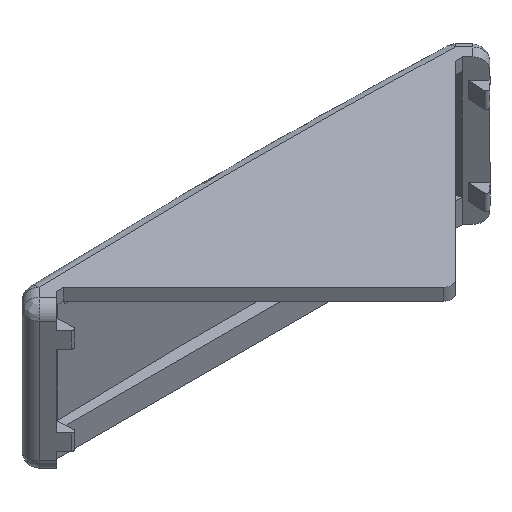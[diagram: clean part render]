
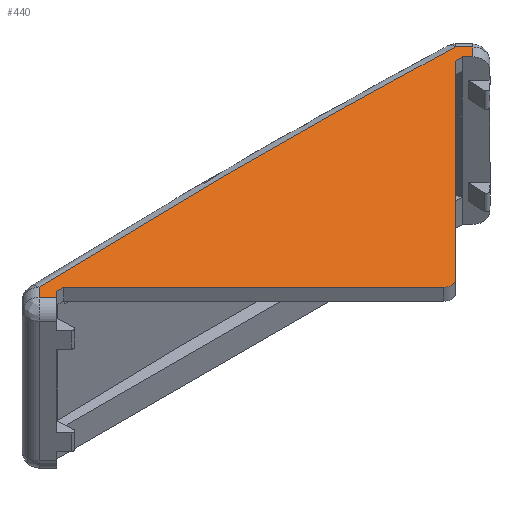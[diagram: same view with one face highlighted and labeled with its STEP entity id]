
A CAD part, isometric view. The second image highlights one B-rep face of the part: STEP entity #440.
In plain terms, the highlighted planar face has unit normal (0, 0, 1).
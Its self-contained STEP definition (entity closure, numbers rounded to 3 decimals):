
#67 = ORIENTED_EDGE ( 'NONE', *, *, #1284, .T. ) ;
#75 = CARTESIAN_POINT ( 'NONE',  ( -25.2, 0., 9. ) ) ;
#109 = CARTESIAN_POINT ( 'NONE',  ( 25.798, 1.523, 9. ) ) ;
#112 = DIRECTION ( 'NONE',  ( 1., 0., 0. ) ) ;
#130 = ORIENTED_EDGE ( 'NONE', *, *, #2071, .F. ) ;
#163 = DIRECTION ( 'NONE',  ( -0.707, -0.707, 0. ) ) ;
#168 = CARTESIAN_POINT ( 'NONE',  ( -334.745, -361.218, 9. ) ) ;
#233 = DIRECTION ( 'NONE',  ( 1., 0., 0. ) ) ;
#263 = CARTESIAN_POINT ( 'NONE',  ( -25.2, 0., 9. ) ) ;
#314 = CARTESIAN_POINT ( 'NONE',  ( -0.707, -23.588, 9. ) ) ;
#327 = DIRECTION ( 'NONE',  ( 0.707, 0.707, 0. ) ) ;
#341 = DIRECTION ( 'NONE',  ( -0.707, 0.707, 0. ) ) ;
#376 = CARTESIAN_POINT ( 'NONE',  ( 24.295, 0., 9. ) ) ;
#382 = ORIENTED_EDGE ( 'NONE', *, *, #630, .F. ) ;
#383 = DIRECTION ( 'NONE',  ( -0.707, 0.707, 0. ) ) ;
#384 = ORIENTED_EDGE ( 'NONE', *, *, #1143, .T. ) ;
#389 = CARTESIAN_POINT ( 'NONE',  ( 334.745, -361.218, 9. ) ) ;
#412 = VERTEX_POINT ( 'NONE', #1121 ) ;
#434 = CARTESIAN_POINT ( 'NONE',  ( 26.897, 0.424, 9. ) ) ;
#440 = ADVANCED_FACE ( 'NONE', ( #1624 ), #1064, .F. ) ;
#466 = DIRECTION ( 'NONE',  ( 1., 0., 0. ) ) ;
#472 = CARTESIAN_POINT ( 'NONE',  ( -25.2, 0., 9. ) ) ;
#490 = CARTESIAN_POINT ( 'NONE',  ( -0.707, -23.588, 9. ) ) ;
#506 =( BOUNDED_CURVE ( )  B_SPLINE_CURVE ( 3, ( #1688, #1905, #1664, #1651 ),
 .UNSPECIFIED., .F., .F. ) 
 B_SPLINE_CURVE_WITH_KNOTS ( ( 4, 4 ),
 ( 0., 1. ),
 .UNSPECIFIED. ) 
 CURVE ( )  GEOMETRIC_REPRESENTATION_ITEM ( )  RATIONAL_B_SPLINE_CURVE ( ( 1., 1., 1., 1. ) ) 
 REPRESENTATION_ITEM ( '' )  );
#525 = CARTESIAN_POINT ( 'NONE',  ( -26.897, -1.697, 9. ) ) ;
#589 = ORIENTED_EDGE ( 'NONE', *, *, #1518, .F. ) ;
#592 = VERTEX_POINT ( 'NONE', #856 ) ;
#603 = DIRECTION ( 'NONE',  ( -0.707, -0.707, 0. ) ) ;
#609 = CARTESIAN_POINT ( 'NONE',  ( 24.295, 0., 9. ) ) ;
#617 = EDGE_CURVE ( 'NONE', #1586, #2056, #1704, .T. ) ;
#622 = EDGE_CURVE ( 'NONE', #980, #1743, #1490, .T. ) ;
#630 = EDGE_CURVE ( 'NONE', #1251, #1986, #1514, .T. ) ;
#641 = DIRECTION ( 'NONE',  ( 0.707, 0.707, 0. ) ) ;
#654 = EDGE_CURVE ( 'NONE', #1289, #412, #1531, .T. ) ;
#672 = CARTESIAN_POINT ( 'NONE',  ( -361.642, -334.321, 9. ) ) ;
#688 = VERTEX_POINT ( 'NONE', #75 ) ;
#698 = EDGE_CURVE ( 'NONE', #1986, #1289, #1734, .T. ) ;
#759 = CARTESIAN_POINT ( 'NONE',  ( 361.642, -334.321, 9. ) ) ;
#760 = CARTESIAN_POINT ( 'NONE',  ( 0., -22.881, 9. ) ) ;
#769 = VERTEX_POINT ( 'NONE', #1131 ) ;
#780 = DIRECTION ( 'NONE',  ( 0.707, -0.707, 0. ) ) ;
#787 = DIRECTION ( 'NONE',  ( 0., 0., -1. ) ) ;
#789 = AXIS2_PLACEMENT_3D ( 'NONE', #1077, #1062, #1060 ) ;
#790 = CARTESIAN_POINT ( 'NONE',  ( 25.2, 0., 9. ) ) ;
#798 = DIRECTION ( 'NONE',  ( 0.707, -0.707, 0. ) ) ;
#805 = CARTESIAN_POINT ( 'NONE',  ( -25.798, 1.523, 9. ) ) ;
#846 = ORIENTED_EDGE ( 'NONE', *, *, #1832, .F. ) ;
#856 = CARTESIAN_POINT ( 'NONE',  ( 25.836, -0.636, 9. ) ) ;
#890 = AXIS2_PLACEMENT_3D ( 'NONE', #760, #787, #112 ) ;
#970 = CARTESIAN_POINT ( 'NONE',  ( 25.2, 0., 9. ) ) ;
#980 = VERTEX_POINT ( 'NONE', #1396 ) ;
#1060 = DIRECTION ( 'NONE',  ( -1., 0., 0. ) ) ;
#1061 = VERTEX_POINT ( 'NONE', #970 ) ;
#1062 = DIRECTION ( 'NONE',  ( 0., 0., -1. ) ) ;
#1064 = PLANE ( 'NONE',  #789 ) ;
#1077 = CARTESIAN_POINT ( 'NONE',  ( 0., -695.963, 9. ) ) ;
#1121 = CARTESIAN_POINT ( 'NONE',  ( -24.295, 0., 9. ) ) ;
#1131 = CARTESIAN_POINT ( 'NONE',  ( -25.836, -0.636, 9. ) ) ;
#1143 = EDGE_CURVE ( 'NONE', #688, #412, #2057, .T. ) ;
#1242 = ORIENTED_EDGE ( 'NONE', *, *, #698, .F. ) ;
#1251 = VERTEX_POINT ( 'NONE', #376 ) ;
#1284 = EDGE_CURVE ( 'NONE', #769, #688, #2092, .T. ) ;
#1289 = VERTEX_POINT ( 'NONE', #314 ) ;
#1321 = ORIENTED_EDGE ( 'NONE', *, *, #617, .F. ) ;
#1325 = VECTOR ( 'NONE', #233, 1000. ) ;
#1328 = LINE ( 'NONE', #263, #1325 ) ;
#1333 = VECTOR ( 'NONE', #341, 1000. ) ;
#1358 = LINE ( 'NONE', #389, #1333 ) ;
#1384 = ORIENTED_EDGE ( 'NONE', *, *, #654, .F. ) ;
#1396 = CARTESIAN_POINT ( 'NONE',  ( -26.897, 0.424, 9. ) ) ;
#1478 = ORIENTED_EDGE ( 'NONE', *, *, #622, .F. ) ;
#1480 = VECTOR ( 'NONE', #780, 1000. ) ;
#1490 = LINE ( 'NONE', #672, #1496 ) ;
#1496 = VECTOR ( 'NONE', #641, 1000. ) ;
#1504 = VECTOR ( 'NONE', #603, 1000. ) ;
#1514 = LINE ( 'NONE', #609, #1504 ) ;
#1518 = EDGE_CURVE ( 'NONE', #2056, #592, #1726, .T. ) ;
#1531 = LINE ( 'NONE', #490, #1544 ) ;
#1544 = VECTOR ( 'NONE', #383, 1000. ) ;
#1586 = VERTEX_POINT ( 'NONE', #109 ) ;
#1598 = VECTOR ( 'NONE', #163, 1000. ) ;
#1624 = FACE_OUTER_BOUND ( 'NONE', #1668, .T. ) ;
#1651 = CARTESIAN_POINT ( 'NONE',  ( 25.798, 1.523, 9. ) ) ;
#1664 = CARTESIAN_POINT ( 'NONE',  ( 8.603, 2.159, 9. ) ) ;
#1666 = ORIENTED_EDGE ( 'NONE', *, *, #1884, .T. ) ;
#1668 = EDGE_LOOP ( 'NONE', ( #130, #67, #384, #1384, #1242, #382, #1804, #1666, #589, #1321, #846, #1478 ) ) ;
#1688 = CARTESIAN_POINT ( 'NONE',  ( -25.798, 1.523, 9. ) ) ;
#1704 = LINE ( 'NONE', #759, #1480 ) ;
#1726 = LINE ( 'NONE', #168, #1598 ) ;
#1734 = CIRCLE ( 'NONE', #890, 1. ) ;
#1743 = VERTEX_POINT ( 'NONE', #805 ) ;
#1804 = ORIENTED_EDGE ( 'NONE', *, *, #2087, .T. ) ;
#1832 = EDGE_CURVE ( 'NONE', #1743, #1586, #506, .T. ) ;
#1884 = EDGE_CURVE ( 'NONE', #1061, #592, #1961, .T. ) ;
#1905 = CARTESIAN_POINT ( 'NONE',  ( -8.603, 2.159, 9. ) ) ;
#1961 = LINE ( 'NONE', #790, #1977 ) ;
#1977 = VECTOR ( 'NONE', #798, 1000. ) ;
#1979 = VECTOR ( 'NONE', #466, 1000. ) ;
#1986 = VERTEX_POINT ( 'NONE', #2077 ) ;
#2056 = VERTEX_POINT ( 'NONE', #434 ) ;
#2057 = LINE ( 'NONE', #472, #1979 ) ;
#2071 = EDGE_CURVE ( 'NONE', #769, #980, #1358, .T. ) ;
#2077 = CARTESIAN_POINT ( 'NONE',  ( 0.707, -23.588, 9. ) ) ;
#2087 = EDGE_CURVE ( 'NONE', #1251, #1061, #1328, .T. ) ;
#2092 = LINE ( 'NONE', #525, #2115 ) ;
#2115 = VECTOR ( 'NONE', #327, 1000. ) ;
